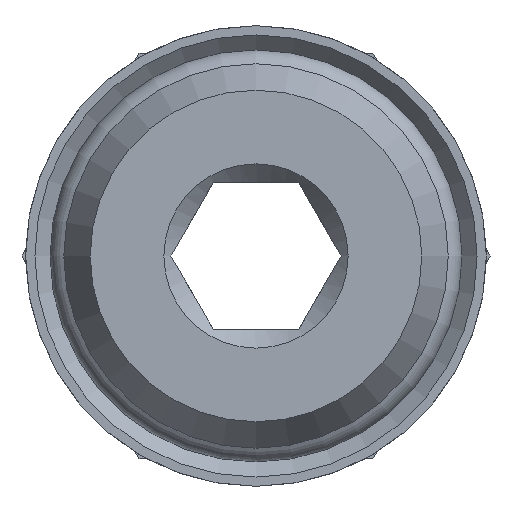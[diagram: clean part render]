
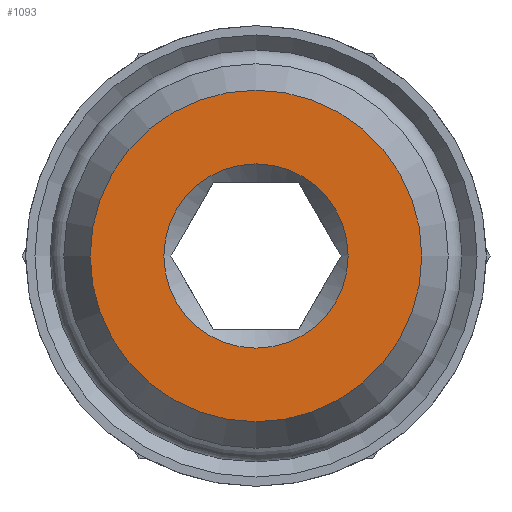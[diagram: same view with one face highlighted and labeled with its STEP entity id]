
A CAD part, front view. The second image highlights one B-rep face of the part: STEP entity #1093.
In plain terms, the highlighted planar face has unit normal (0, -1, 0).
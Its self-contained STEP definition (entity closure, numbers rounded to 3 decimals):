
#77 = DIRECTION ( 'NONE',  ( 0., -1., 0. ) ) ;
#102 = CIRCLE ( 'NONE', #3047, 9. ) ;
#360 = AXIS2_PLACEMENT_3D ( 'NONE', #2734, #77, #1793 ) ;
#368 = VERTEX_POINT ( 'NONE', #1409 ) ;
#597 = CARTESIAN_POINT ( 'NONE',  ( 0., -10., 0. ) ) ;
#656 = DIRECTION ( 'NONE',  ( 0., -1., 0. ) ) ;
#754 = ORIENTED_EDGE ( 'NONE', *, *, #1599, .T. ) ;
#1093 = ADVANCED_FACE ( 'NONE', ( #2744, #2544 ), #2511, .T. ) ;
#1097 = VERTEX_POINT ( 'NONE', #2438 ) ;
#1164 = EDGE_CURVE ( 'NONE', #368, #368, #2033, .T. ) ;
#1409 = CARTESIAN_POINT ( 'NONE',  ( 5., -10., 0. ) ) ;
#1443 = AXIS2_PLACEMENT_3D ( 'NONE', #3051, #656, #1690 ) ;
#1599 = EDGE_CURVE ( 'NONE', #1097, #1097, #102, .T. ) ;
#1690 = DIRECTION ( 'NONE',  ( 1., 0., 0. ) ) ;
#1733 = ORIENTED_EDGE ( 'NONE', *, *, #1164, .F. ) ;
#1762 = EDGE_LOOP ( 'NONE', ( #1733 ) ) ;
#1793 = DIRECTION ( 'NONE',  ( 0., 0., -1. ) ) ;
#1844 = EDGE_LOOP ( 'NONE', ( #754 ) ) ;
#2033 = CIRCLE ( 'NONE', #1443, 5. ) ;
#2183 = DIRECTION ( 'NONE',  ( 0., -1., 0. ) ) ;
#2438 = CARTESIAN_POINT ( 'NONE',  ( 0., -10., -9. ) ) ;
#2511 = PLANE ( 'NONE',  #360 ) ;
#2544 = FACE_OUTER_BOUND ( 'NONE', #1844, .T. ) ;
#2734 = CARTESIAN_POINT ( 'NONE',  ( 0., -10., 0. ) ) ;
#2744 = FACE_BOUND ( 'NONE', #1762, .T. ) ;
#2758 = DIRECTION ( 'NONE',  ( 0., 0., -1. ) ) ;
#3047 = AXIS2_PLACEMENT_3D ( 'NONE', #597, #2183, #2758 ) ;
#3051 = CARTESIAN_POINT ( 'NONE',  ( 0., -10., 0. ) ) ;
